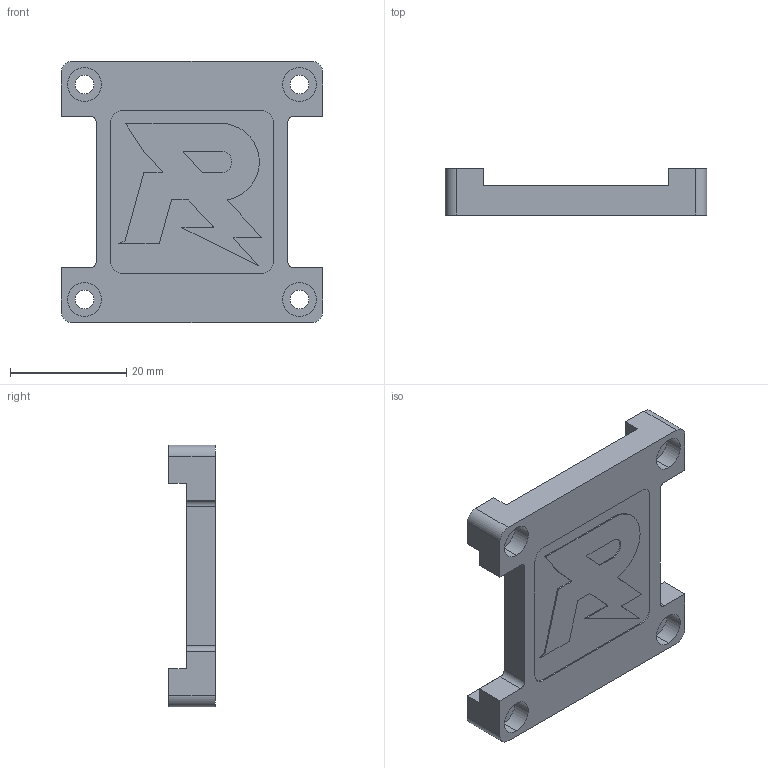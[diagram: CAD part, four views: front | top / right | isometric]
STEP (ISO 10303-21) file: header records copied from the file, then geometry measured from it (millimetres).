
FILE_DESCRIPTION (( 'STEP AP214' ), '1' );
FILE_NAME ('【机加工件】cnc_顶板_D3', '2025-03-08T16:14:28', ( '' ), ( '' ), 'SwSTEP 2.0', 'SolidWorks 2024', '' );
FILE_SCHEMA (( 'AUTOMOTIVE_DESIGN' ));
Length unit declared in the file: millimetre
Products named in the file (1): 【机加工件】cnc_顶板_D3带R标
Bounding box: 45 x 8 x 45 mm (x, y, z)
Volume: 8461.9 mm3; surface area: 5128.2 mm2
Topology: 1 solids, 1 shells, 93 faces, 252 edges, 168 vertices
Faces by surface type: plane 55, cylinder 38
Entity records: 2981 total; most frequent: DIRECTION 516, CARTESIAN_POINT 514, ORIENTED_EDGE 504, EDGE_CURVE 252, VECTOR 176, LINE 176, AXIS2_PLACEMENT_3D 170, VERTEX_POINT 168
